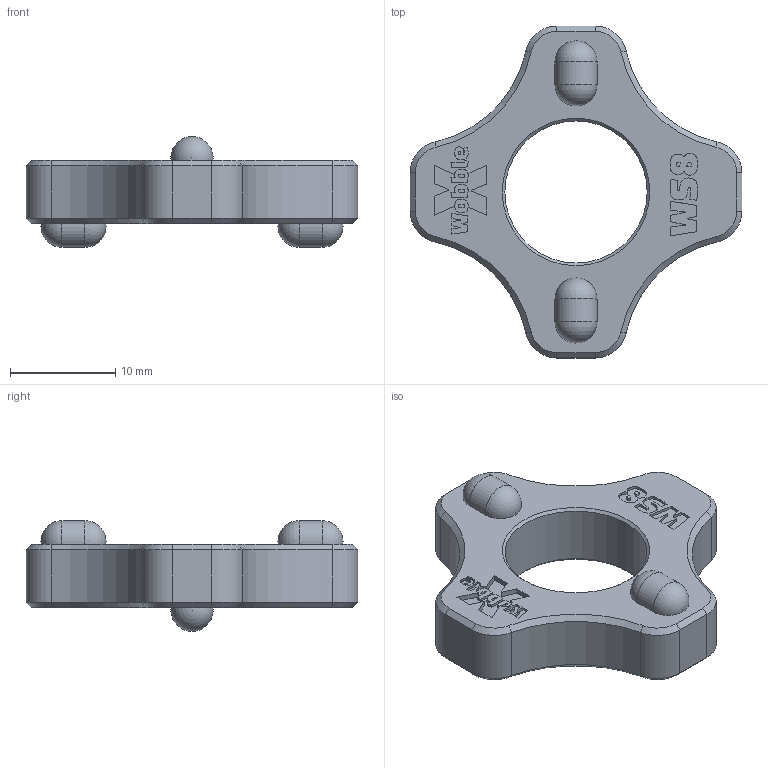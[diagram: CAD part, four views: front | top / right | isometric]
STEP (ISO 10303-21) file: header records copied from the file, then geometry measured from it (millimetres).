
FILE_DESCRIPTION(/* description */ (''),/* implementation_level */ '2;1');
FILE_NAME(/* name */ 'MockUp.step',/* time_stamp */ '2023-03-30T14:31:45-04:00',/* author */ (''),/* organization */ (''),/* preprocessor_version */ 'ST-DEVELOPER v19.2',/* originating_system */ 'Autodesk Translation Framework v11.17.0.187',/* authorisation */ '');
FILE_SCHEMA (('AUTOMOTIVE_DESIGN { 1 0 10303 214 3 1 1 }'));
Length unit declared in the file: millimetre
Products named in the file (1): MockUp
Bounding box: 31.5 x 31.5 x 10.5 mm (x, y, z)
Volume: 2740.3 mm3; surface area: 1810.4 mm2
Topology: 1 solids, 1 shells, 666 faces, 1825 edges, 1204 vertices
Faces by surface type: plane 330, bspline 285, cone 26, cylinder 17, sphere 8
Full cylindrical faces by diameter (mm): 13.5 x1
Entity records: 23711 total; most frequent: CARTESIAN_POINT 8734, ORIENTED_EDGE 3634, DIRECTION 2082, EDGE_CURVE 1817, VERTEX_POINT 1204, LINE 1150, VECTOR 1150, EDGE_LOOP 719
